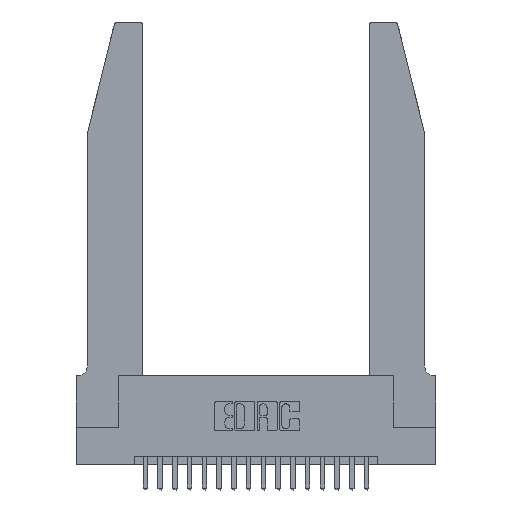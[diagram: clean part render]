
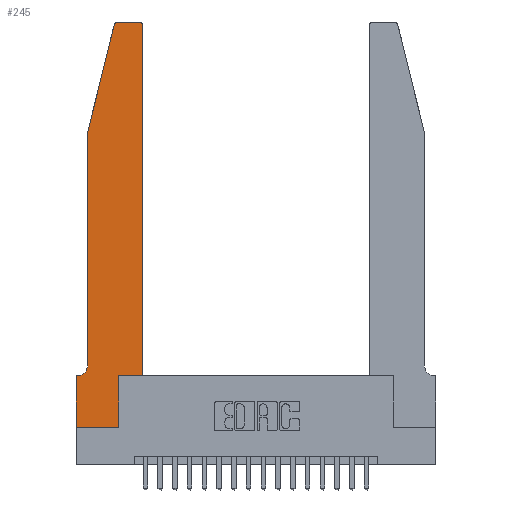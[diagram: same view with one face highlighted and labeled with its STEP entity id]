
A CAD part, top view. The second image highlights one B-rep face of the part: STEP entity #245.
In plain terms, the highlighted planar face has unit normal (0, 0, 1).
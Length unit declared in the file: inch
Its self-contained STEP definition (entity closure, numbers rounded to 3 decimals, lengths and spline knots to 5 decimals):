
#245 = ADVANCED_FACE ( 'NONE', ( #9280 ), #19610, .T. ) ;
#264 = ORIENTED_EDGE ( 'NONE', *, *, #6833, .T. ) ;
#283 = EDGE_LOOP ( 'NONE', ( #10002, #672, #264, #19419, #2262, #11441, #20415, #421, #757, #1514, #1725, #2031 ) ) ;
#421 = ORIENTED_EDGE ( 'NONE', *, *, #15552, .T. ) ;
#512 = EDGE_CURVE ( 'NONE', #17370, #8871, #4658, .T. ) ;
#672 = ORIENTED_EDGE ( 'NONE', *, *, #10689, .T. ) ;
#757 = ORIENTED_EDGE ( 'NONE', *, *, #17299, .T. ) ;
#983 = VECTOR ( 'NONE', #7045, 39.37008 ) ;
#998 = VERTEX_POINT ( 'NONE', #14736 ) ;
#1012 = DIRECTION ( 'NONE',  ( 1., 0., 0. ) ) ;
#1048 = DIRECTION ( 'NONE',  ( 0., -1., 0. ) ) ;
#1500 = LINE ( 'NONE', #18266, #983 ) ;
#1514 = ORIENTED_EDGE ( 'NONE', *, *, #12096, .T. ) ;
#1725 = ORIENTED_EDGE ( 'NONE', *, *, #512, .T. ) ;
#2031 = ORIENTED_EDGE ( 'NONE', *, *, #17303, .T. ) ;
#2034 = CIRCLE ( 'NONE', #17905, 0.03 ) ;
#2262 = ORIENTED_EDGE ( 'NONE', *, *, #10603, .T. ) ;
#2387 = VECTOR ( 'NONE', #1012, 39.37008 ) ;
#2438 = DIRECTION ( 'NONE',  ( 0., 1., 0. ) ) ;
#2725 = DIRECTION ( 'NONE',  ( 0., -1., 0. ) ) ;
#3459 = VERTEX_POINT ( 'NONE', #15911 ) ;
#3598 = CIRCLE ( 'NONE', #12554, 0.07 ) ;
#3689 = CARTESIAN_POINT ( 'NONE',  ( 0., 0.35, 0.37 ) ) ;
#3906 = EDGE_CURVE ( 'NONE', #18134, #13613, #14137, .T. ) ;
#3909 = VERTEX_POINT ( 'NONE', #20402 ) ;
#4442 = DIRECTION ( 'NONE',  ( 0., 0., 1. ) ) ;
#4658 = LINE ( 'NONE', #6941, #8503 ) ;
#6805 = VECTOR ( 'NONE', #11225, 39.37008 ) ;
#6833 = EDGE_CURVE ( 'NONE', #16694, #18134, #18514, .T. ) ;
#6907 = DIRECTION ( 'NONE',  ( 0., 0., 1. ) ) ;
#6941 = CARTESIAN_POINT ( 'NONE',  ( 0.4505, 0.35, 0.37 ) ) ;
#7045 = DIRECTION ( 'NONE',  ( -1., 0., 0. ) ) ;
#7340 = CARTESIAN_POINT ( 'NONE',  ( 0.4505, 2.72, 0.37 ) ) ;
#8264 = CARTESIAN_POINT ( 'NONE',  ( 0.4505, 0.35, 0.37 ) ) ;
#8330 = DIRECTION ( 'NONE',  ( 0., 0., -1. ) ) ;
#8503 = VECTOR ( 'NONE', #13972, 39.37008 ) ;
#8630 = CARTESIAN_POINT ( 'NONE',  ( 0., 0.35, 0.37 ) ) ;
#8655 = VECTOR ( 'NONE', #11492, 39.37008 ) ;
#8871 = VERTEX_POINT ( 'NONE', #7340 ) ;
#9280 = FACE_OUTER_BOUND ( 'NONE', #283, .T. ) ;
#9515 = CARTESIAN_POINT ( 'NONE',  ( 0.25487, 2.72718, 0.37 ) ) ;
#9836 = VECTOR ( 'NONE', #1048, 39.37008 ) ;
#10002 = ORIENTED_EDGE ( 'NONE', *, *, #10726, .T. ) ;
#10043 = LINE ( 'NONE', #10860, #14820 ) ;
#10063 = VERTEX_POINT ( 'NONE', #3689 ) ;
#10603 = EDGE_CURVE ( 'NONE', #13613, #17717, #3598, .T. ) ;
#10689 = EDGE_CURVE ( 'NONE', #3459, #16694, #2034, .T. ) ;
#10726 = EDGE_CURVE ( 'NONE', #11081, #3459, #1500, .T. ) ;
#10860 = CARTESIAN_POINT ( 'NONE',  ( 0., 0., 0.37 ) ) ;
#11081 = VERTEX_POINT ( 'NONE', #20848 ) ;
#11225 = DIRECTION ( 'NONE',  ( -1., 0., 0. ) ) ;
#11266 = DIRECTION ( 'NONE',  ( -0.239, -0.971, 0. ) ) ;
#11441 = ORIENTED_EDGE ( 'NONE', *, *, #14605, .T. ) ;
#11492 = DIRECTION ( 'NONE',  ( 1., 0., 0. ) ) ;
#11948 = CARTESIAN_POINT ( 'NONE',  ( 0.0055, 0.35, 0.37 ) ) ;
#12096 = EDGE_CURVE ( 'NONE', #19203, #17370, #20860, .T. ) ;
#12554 = AXIS2_PLACEMENT_3D ( 'NONE', #17938, #8330, #19493 ) ;
#13151 = CARTESIAN_POINT ( 'NONE',  ( 0.2865, 0.35, 0.37 ) ) ;
#13255 = CARTESIAN_POINT ( 'NONE',  ( 0.0755, 2., 0.37 ) ) ;
#13613 = VERTEX_POINT ( 'NONE', #17478 ) ;
#13791 = DIRECTION ( 'NONE',  ( 1., 0., 0. ) ) ;
#13821 = VECTOR ( 'NONE', #2438, 39.37008 ) ;
#13972 = DIRECTION ( 'NONE',  ( 0., 1., 0. ) ) ;
#14081 = CARTESIAN_POINT ( 'NONE',  ( 0., 0., 0.37 ) ) ;
#14137 = LINE ( 'NONE', #17267, #9836 ) ;
#14163 = CARTESIAN_POINT ( 'NONE',  ( 0.4205, 2.72, 0.37 ) ) ;
#14605 = EDGE_CURVE ( 'NONE', #17717, #10063, #16378, .T. ) ;
#14736 = CARTESIAN_POINT ( 'NONE',  ( 0., 0., 0.37 ) ) ;
#14820 = VECTOR ( 'NONE', #2725, 39.37008 ) ;
#15355 = LINE ( 'NONE', #14081, #2387 ) ;
#15552 = EDGE_CURVE ( 'NONE', #998, #3909, #15355, .T. ) ;
#15799 = DIRECTION ( 'NONE',  ( 1., 0., 0. ) ) ;
#15911 = CARTESIAN_POINT ( 'NONE',  ( 0.284, 2.75, 0.37 ) ) ;
#16140 = CARTESIAN_POINT ( 'NONE',  ( 0.0755, 2., 0.37 ) ) ;
#16378 = LINE ( 'NONE', #17613, #6805 ) ;
#16537 = CARTESIAN_POINT ( 'NONE',  ( 0.284, 2.72, 0.37 ) ) ;
#16694 = VERTEX_POINT ( 'NONE', #9515 ) ;
#17267 = CARTESIAN_POINT ( 'NONE',  ( 0.0755, 2., 0.37 ) ) ;
#17279 = EDGE_CURVE ( 'NONE', #10063, #998, #10043, .T. ) ;
#17299 = EDGE_CURVE ( 'NONE', #3909, #19203, #18544, .T. ) ;
#17303 = EDGE_CURVE ( 'NONE', #8871, #11081, #18049, .T. ) ;
#17311 = CARTESIAN_POINT ( 'NONE',  ( 0.2865, 0.35, 0.37 ) ) ;
#17370 = VERTEX_POINT ( 'NONE', #20642 ) ;
#17478 = CARTESIAN_POINT ( 'NONE',  ( 0.0755, 0.42, 0.37 ) ) ;
#17613 = CARTESIAN_POINT ( 'NONE',  ( 0.0755, 0.35, 0.37 ) ) ;
#17717 = VERTEX_POINT ( 'NONE', #11948 ) ;
#17905 = AXIS2_PLACEMENT_3D ( 'NONE', #16537, #6907, #18132 ) ;
#17938 = CARTESIAN_POINT ( 'NONE',  ( 0.0055, 0.42, 0.37 ) ) ;
#18049 = CIRCLE ( 'NONE', #18964, 0.03 ) ;
#18132 = DIRECTION ( 'NONE',  ( 1., 0., 0. ) ) ;
#18134 = VERTEX_POINT ( 'NONE', #13255 ) ;
#18266 = CARTESIAN_POINT ( 'NONE',  ( 0.2605, 2.75, 0.37 ) ) ;
#18514 = LINE ( 'NONE', #16140, #19004 ) ;
#18544 = LINE ( 'NONE', #17311, #13821 ) ;
#18885 = DIRECTION ( 'NONE',  ( 0., 0., 1. ) ) ;
#18964 = AXIS2_PLACEMENT_3D ( 'NONE', #14163, #4442, #15799 ) ;
#19004 = VECTOR ( 'NONE', #11266, 39.37008 ) ;
#19197 = AXIS2_PLACEMENT_3D ( 'NONE', #8630, #18885, #13791 ) ;
#19203 = VERTEX_POINT ( 'NONE', #13151 ) ;
#19419 = ORIENTED_EDGE ( 'NONE', *, *, #3906, .T. ) ;
#19493 = DIRECTION ( 'NONE',  ( -1., 0., 0. ) ) ;
#19610 = PLANE ( 'NONE',  #19197 ) ;
#20402 = CARTESIAN_POINT ( 'NONE',  ( 0.2865, 0., 0.37 ) ) ;
#20415 = ORIENTED_EDGE ( 'NONE', *, *, #17279, .T. ) ;
#20642 = CARTESIAN_POINT ( 'NONE',  ( 0.4505, 0.35, 0.37 ) ) ;
#20848 = CARTESIAN_POINT ( 'NONE',  ( 0.4205, 2.75, 0.37 ) ) ;
#20860 = LINE ( 'NONE', #8264, #8655 ) ;
